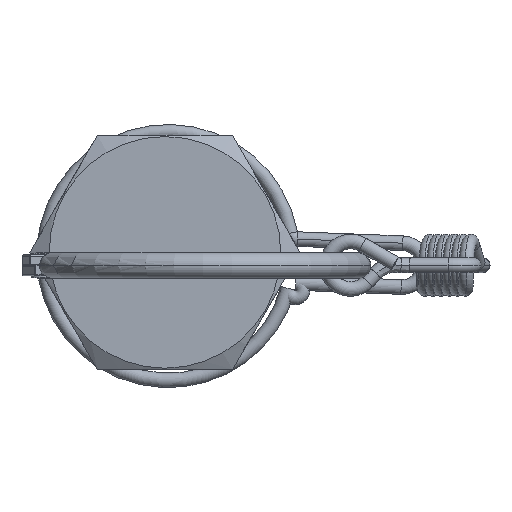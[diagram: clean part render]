
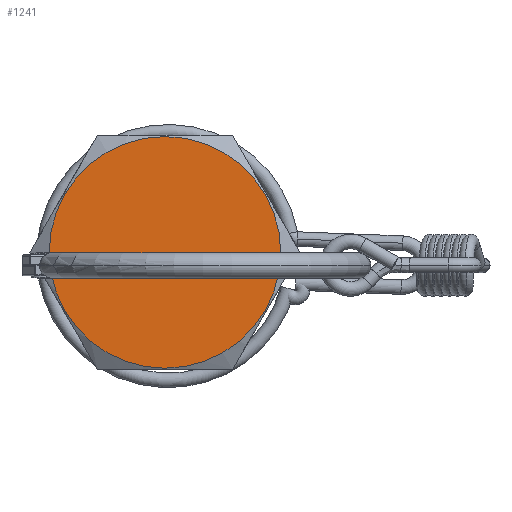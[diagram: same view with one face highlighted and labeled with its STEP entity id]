
A CAD part, left-side view. The second image highlights one B-rep face of the part: STEP entity #1241.
In plain terms, the highlighted planar face has unit normal (-1, 0, 0).
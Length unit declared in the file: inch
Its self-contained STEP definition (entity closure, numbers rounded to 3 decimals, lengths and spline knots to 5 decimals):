
#1241 = ADVANCED_FACE ( 'NONE', ( #9531 ), #19098, .F. ) ;
#1433 = EDGE_CURVE ( 'NONE', #6658, #9620, #16599, .T. ) ;
#1751 = DIRECTION ( 'NONE',  ( 0., 0., 1. ) ) ;
#5045 = AXIS2_PLACEMENT_3D ( 'NONE', #18078, #9574, #14342 ) ;
#5543 = CARTESIAN_POINT ( 'NONE',  ( 0., 0., 0. ) ) ;
#6401 = AXIS2_PLACEMENT_3D ( 'NONE', #5543, #18409, #8532 ) ;
#6658 = VERTEX_POINT ( 'NONE', #12590 ) ;
#8532 = DIRECTION ( 'NONE',  ( 0., 0., 1. ) ) ;
#9096 = EDGE_LOOP ( 'NONE', ( #13191, #17191 ) ) ;
#9531 = FACE_OUTER_BOUND ( 'NONE', #9096, .T. ) ;
#9574 = DIRECTION ( 'NONE',  ( 1., 0., 0. ) ) ;
#9620 = VERTEX_POINT ( 'NONE', #12934 ) ;
#12397 = EDGE_CURVE ( 'NONE', #9620, #6658, #20566, .T. ) ;
#12590 = CARTESIAN_POINT ( 'NONE',  ( 0., 0., -0.495 ) ) ;
#12934 = CARTESIAN_POINT ( 'NONE',  ( 0., 0., 0.495 ) ) ;
#13191 = ORIENTED_EDGE ( 'NONE', *, *, #1433, .T. ) ;
#14342 = DIRECTION ( 'NONE',  ( 0., 0., -1. ) ) ;
#16346 = CARTESIAN_POINT ( 'NONE',  ( 0., 0., 0. ) ) ;
#16599 = CIRCLE ( 'NONE', #6401, 0.495 ) ;
#16657 = AXIS2_PLACEMENT_3D ( 'NONE', #16346, #17833, #1751 ) ;
#17191 = ORIENTED_EDGE ( 'NONE', *, *, #12397, .T. ) ;
#17833 = DIRECTION ( 'NONE',  ( -1., 0., 0. ) ) ;
#18078 = CARTESIAN_POINT ( 'NONE',  ( 0., 0., 0. ) ) ;
#18409 = DIRECTION ( 'NONE',  ( -1., 0., 0. ) ) ;
#19098 = PLANE ( 'NONE',  #5045 ) ;
#20566 = CIRCLE ( 'NONE', #16657, 0.495 ) ;
